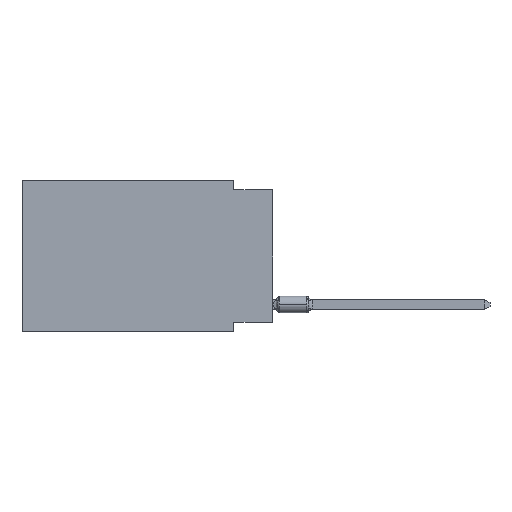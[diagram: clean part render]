
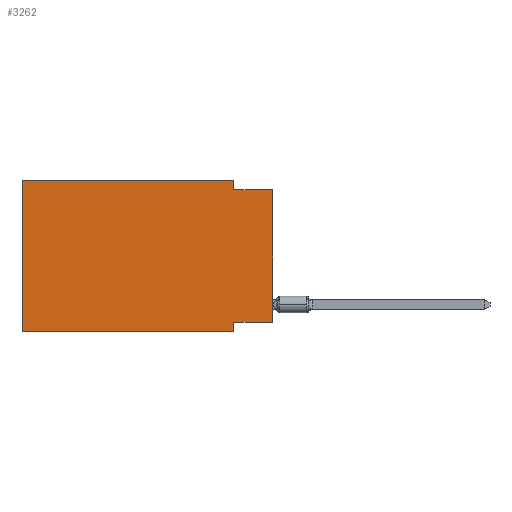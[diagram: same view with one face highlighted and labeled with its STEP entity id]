
A CAD part, left-side view. The second image highlights one B-rep face of the part: STEP entity #3262.
In plain terms, the highlighted planar face has unit normal (-1, 0, 0).
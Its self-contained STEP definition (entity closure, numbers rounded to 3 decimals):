
#17 = AXIS2_PLACEMENT_3D ( 'NONE', #9231, #9388, #14254 ) ;
#30 = EDGE_CURVE ( 'NONE', #1553, #9544, #8712, .T. ) ;
#584 = ORIENTED_EDGE ( 'NONE', *, *, #12655, .F. ) ;
#1028 = ORIENTED_EDGE ( 'NONE', *, *, #30, .F. ) ;
#1553 = VERTEX_POINT ( 'NONE', #11494 ) ;
#1889 = VECTOR ( 'NONE', #10393, 1000. ) ;
#2218 = VERTEX_POINT ( 'NONE', #4589 ) ;
#2478 = EDGE_CURVE ( 'NONE', #10343, #3647, #14626, .T. ) ;
#2685 = CARTESIAN_POINT ( 'NONE',  ( 0., 2.54, -9.271 ) ) ;
#2930 = VECTOR ( 'NONE', #9589, 1000. ) ;
#3113 = VECTOR ( 'NONE', #6120, 1000. ) ;
#3164 = LINE ( 'NONE', #7967, #1889 ) ;
#3262 = ADVANCED_FACE ( 'NONE', ( #5707 ), #9149, .F. ) ;
#3647 = VERTEX_POINT ( 'NONE', #12824 ) ;
#4589 = CARTESIAN_POINT ( 'NONE',  ( 0., 0., -0.635 ) ) ;
#4595 = DIRECTION ( 'NONE',  ( 0., -1., 0. ) ) ;
#4795 = VERTEX_POINT ( 'NONE', #15207 ) ;
#5393 = EDGE_CURVE ( 'NONE', #9544, #2218, #6047, .T. ) ;
#5398 = ORIENTED_EDGE ( 'NONE', *, *, #7356, .T. ) ;
#5594 = VECTOR ( 'NONE', #4595, 1000. ) ;
#5707 = FACE_OUTER_BOUND ( 'NONE', #12439, .T. ) ;
#6047 = LINE ( 'NONE', #8623, #3113 ) ;
#6120 = DIRECTION ( 'NONE',  ( 0., -1., 0. ) ) ;
#6129 = CARTESIAN_POINT ( 'NONE',  ( 0., 16.383, 0. ) ) ;
#6376 = ORIENTED_EDGE ( 'NONE', *, *, #10083, .F. ) ;
#6570 = CARTESIAN_POINT ( 'NONE',  ( 0., 2.54, 0. ) ) ;
#6798 = LINE ( 'NONE', #7037, #11118 ) ;
#6889 = EDGE_CURVE ( 'NONE', #12435, #2218, #6798, .T. ) ;
#7037 = CARTESIAN_POINT ( 'NONE',  ( 0., 0., 0. ) ) ;
#7223 = LINE ( 'NONE', #6129, #8202 ) ;
#7356 = EDGE_CURVE ( 'NONE', #12363, #3647, #10413, .T. ) ;
#7967 = CARTESIAN_POINT ( 'NONE',  ( 0., 16.383, 0. ) ) ;
#8148 = ORIENTED_EDGE ( 'NONE', *, *, #5393, .F. ) ;
#8202 = VECTOR ( 'NONE', #8261, 1000. ) ;
#8261 = DIRECTION ( 'NONE',  ( 0., 0., 1. ) ) ;
#8289 = ORIENTED_EDGE ( 'NONE', *, *, #12515, .F. ) ;
#8333 = CARTESIAN_POINT ( 'NONE',  ( 0., 0., -9.271 ) ) ;
#8623 = CARTESIAN_POINT ( 'NONE',  ( 0., 0., -0.635 ) ) ;
#8671 = CARTESIAN_POINT ( 'NONE',  ( 0., 2.54, -9.906 ) ) ;
#8712 = LINE ( 'NONE', #6570, #12725 ) ;
#9149 = PLANE ( 'NONE',  #17 ) ;
#9231 = CARTESIAN_POINT ( 'NONE',  ( 0., 16.383, 0. ) ) ;
#9388 = DIRECTION ( 'NONE',  ( 1., 0., 0. ) ) ;
#9544 = VERTEX_POINT ( 'NONE', #13355 ) ;
#9589 = DIRECTION ( 'NONE',  ( 0., 1., 0. ) ) ;
#10083 = EDGE_CURVE ( 'NONE', #4795, #1553, #3164, .T. ) ;
#10343 = VERTEX_POINT ( 'NONE', #2685 ) ;
#10393 = DIRECTION ( 'NONE',  ( 0., -1., 0. ) ) ;
#10413 = LINE ( 'NONE', #10506, #5594 ) ;
#10506 = CARTESIAN_POINT ( 'NONE',  ( 0., 16.383, -9.906 ) ) ;
#10630 = ORIENTED_EDGE ( 'NONE', *, *, #6889, .T. ) ;
#11118 = VECTOR ( 'NONE', #11607, 1000. ) ;
#11239 = DIRECTION ( 'NONE',  ( 0., 0., -1. ) ) ;
#11387 = VECTOR ( 'NONE', #13468, 1000. ) ;
#11494 = CARTESIAN_POINT ( 'NONE',  ( 0., 2.54, 0. ) ) ;
#11607 = DIRECTION ( 'NONE',  ( 0., 0., 1. ) ) ;
#12363 = VERTEX_POINT ( 'NONE', #14283 ) ;
#12435 = VERTEX_POINT ( 'NONE', #12976 ) ;
#12439 = EDGE_LOOP ( 'NONE', ( #10630, #8148, #1028, #6376, #8289, #5398, #13359, #584 ) ) ;
#12515 = EDGE_CURVE ( 'NONE', #12363, #4795, #7223, .T. ) ;
#12655 = EDGE_CURVE ( 'NONE', #12435, #10343, #14294, .T. ) ;
#12725 = VECTOR ( 'NONE', #11239, 1000. ) ;
#12824 = CARTESIAN_POINT ( 'NONE',  ( 0., 2.54, -9.906 ) ) ;
#12976 = CARTESIAN_POINT ( 'NONE',  ( 0., 0., -9.271 ) ) ;
#13355 = CARTESIAN_POINT ( 'NONE',  ( 0., 2.54, -0.635 ) ) ;
#13359 = ORIENTED_EDGE ( 'NONE', *, *, #2478, .F. ) ;
#13468 = DIRECTION ( 'NONE',  ( 0., 0., -1. ) ) ;
#14254 = DIRECTION ( 'NONE',  ( 0., 0., -1. ) ) ;
#14283 = CARTESIAN_POINT ( 'NONE',  ( 0., 16.383, -9.906 ) ) ;
#14294 = LINE ( 'NONE', #8333, #2930 ) ;
#14626 = LINE ( 'NONE', #8671, #11387 ) ;
#15207 = CARTESIAN_POINT ( 'NONE',  ( 0., 16.383, 0. ) ) ;
